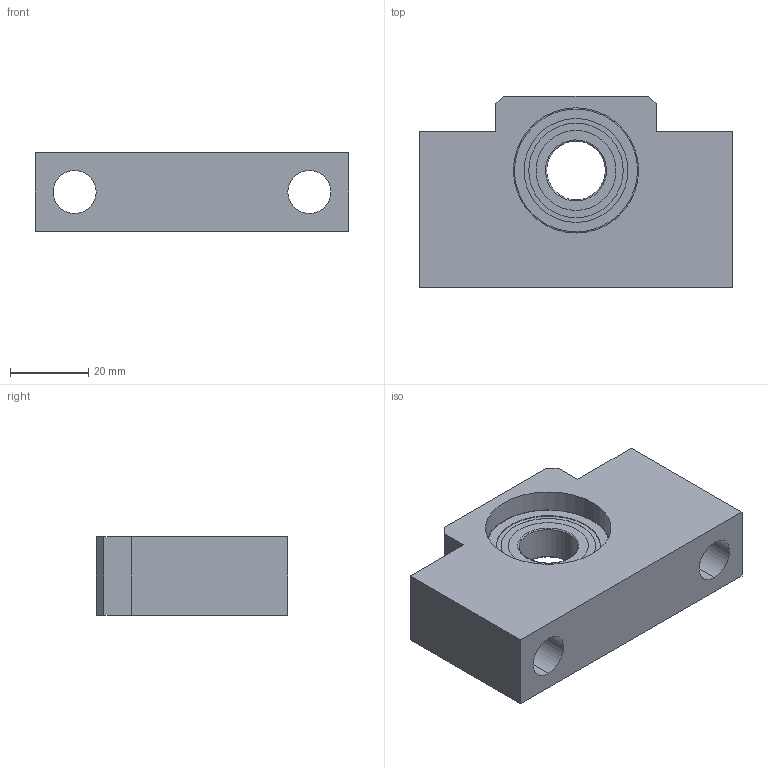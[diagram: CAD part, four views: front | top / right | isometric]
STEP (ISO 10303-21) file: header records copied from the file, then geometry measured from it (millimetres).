
FILE_DESCRIPTION (( 'STEP AP203' ), '1' );
FILE_NAME ('AF 15.STEP', '2014-10-22T00:48:48', ( 'star' ), ( '' ), 'SwSTEP 2.0', 'SolidWorks 2013', '' );
FILE_SCHEMA (( 'CONFIG_CONTROL_DESIGN' ));
Length unit declared in the file: millimetre
Products named in the file (1): AF 15
Bounding box: 80 x 49 x 20 mm (x, y, z)
Volume: 49253.4 mm3; surface area: 18205 mm2
Topology: 2 solids, 2 shells, 56 faces, 124 edges, 80 vertices
Faces by surface type: cylinder 26, plane 22, bspline 8
Entity records: 2091 total; most frequent: CARTESIAN_POINT 749, DIRECTION 274, ORIENTED_EDGE 248, EDGE_CURVE 124, AXIS2_PLACEMENT_3D 109, VERTEX_POINT 80, EDGE_LOOP 72, CIRCLE 60
